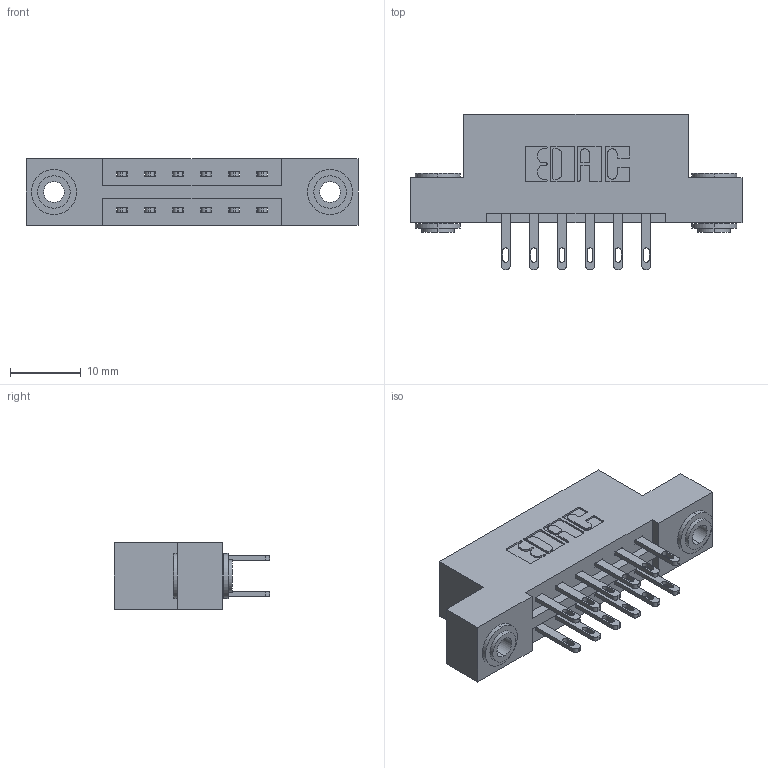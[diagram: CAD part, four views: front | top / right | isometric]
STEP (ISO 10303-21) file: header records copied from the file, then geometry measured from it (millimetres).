
FILE_DESCRIPTION (( 'STEP AP203' ), '1' );
FILE_NAME ('337-012-500-203.STEP', '2019-10-08T10:52:14', ( '' ), ( '' ), 'SwSTEP 2.0', 'SolidWorks 2016', '' );
FILE_SCHEMA (( 'CONFIG_CONTROL_DESIGN' ));
Length unit declared in the file: inch
Products named in the file (4): 337-012-500-203; 345-250-002_345-250-002-102; 337 Part_Flush Mounting Lugs - 0.156 Dia-TH; 345-292-001_345-293-100
Assembly tree (15 placements, depth 2):
  337-012-500-203
    337 Part_Flush Mounting Lugs - 0.156 Dia-TH
    345-292-001_345-293-100  x12
    345-250-002_345-250-002-102  x2
Bounding box: 46.79 x 21.85 x 9.4 mm (x, y, z)
Volume: 4507.6 mm3; surface area: 5103.7 mm2
Topology: 15 solids, 15 shells, 752 faces, 2223 edges, 1478 vertices
Faces by surface type: plane 464, cylinder 280, cone 8
Entity records: 9888 total; most frequent: CARTESIAN_POINT 1669, ORIENTED_EDGE 1598, DIRECTION 1521, EDGE_CURVE 799, VECTOR 643, LINE 643, VERTEX_POINT 530, AXIS2_PLACEMENT_3D 439
